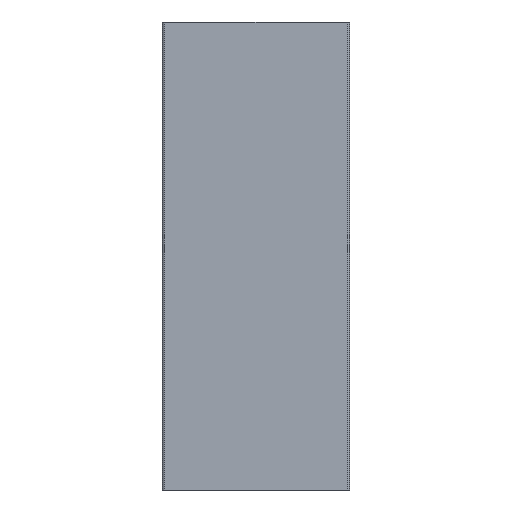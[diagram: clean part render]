
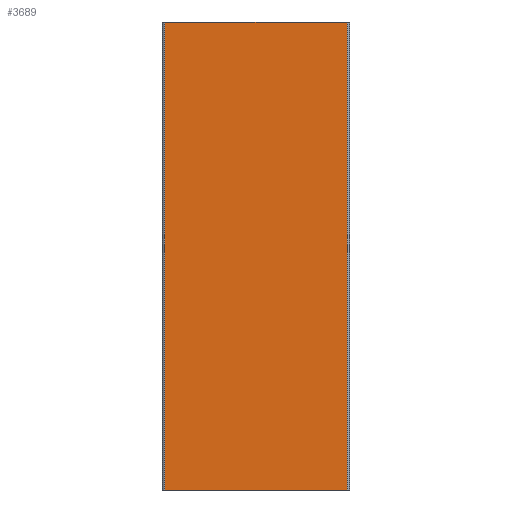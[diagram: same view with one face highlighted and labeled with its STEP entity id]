
A CAD part, left-side view. The second image highlights one B-rep face of the part: STEP entity #3689.
In plain terms, the highlighted planar face has unit normal (-1, 0, 0).
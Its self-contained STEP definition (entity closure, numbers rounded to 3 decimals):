
#3631=CARTESIAN_POINT('',(12.,-19.5,100.0));
#3632=VERTEX_POINT('',#3631);
#3640=CARTESIAN_POINT('',(12.,-19.5,0.0));
#3641=VERTEX_POINT('',#3640);
#3642=CARTESIAN_POINT('',(12.,-19.5,0.0));
#3643=DIRECTION('',(0.0,0.0,1.0));
#3644=VECTOR('',#3643,100.0);
#3645=LINE('',#3642,#3644);
#3646=EDGE_CURVE('',#3641,#3632,#3645,.T.);
#3659=CARTESIAN_POINT('',(12.,-19.5,0.0));
#3660=DIRECTION('',(-1.0,0.0,0.0));
#3661=DIRECTION('',(0.0,0.0,1.0));
#3662=AXIS2_PLACEMENT_3D('',#3659,#3660,#3661);
#3663=PLANE('',#3662);
#3664=CARTESIAN_POINT('',(12.,19.5,100.0));
#3665=VERTEX_POINT('',#3664);
#3666=CARTESIAN_POINT('',(12.,-19.5,100.0));
#3667=DIRECTION('',(0.0,1.0,0.0));
#3668=VECTOR('',#3667,39.);
#3669=LINE('',#3666,#3668);
#3670=EDGE_CURVE('',#3632,#3665,#3669,.T.);
#3671=ORIENTED_EDGE('',*,*,#3670,.T.);
#3672=CARTESIAN_POINT('',(12.,19.5,0.0));
#3673=VERTEX_POINT('',#3672);
#3674=CARTESIAN_POINT('',(12.,19.5,0.0));
#3675=DIRECTION('',(0.0,0.0,1.0));
#3676=VECTOR('',#3675,100.0);
#3677=LINE('',#3674,#3676);
#3678=EDGE_CURVE('',#3673,#3665,#3677,.T.);
#3679=ORIENTED_EDGE('',*,*,#3678,.F.);
#3680=CARTESIAN_POINT('',(12.,-19.5,0.0));
#3681=DIRECTION('',(0.0,1.0,0.0));
#3682=VECTOR('',#3681,39.);
#3683=LINE('',#3680,#3682);
#3684=EDGE_CURVE('',#3641,#3673,#3683,.T.);
#3685=ORIENTED_EDGE('',*,*,#3684,.F.);
#3686=ORIENTED_EDGE('',*,*,#3646,.T.);
#3687=EDGE_LOOP('',(#3671,#3679,#3685,#3686));
#3688=FACE_OUTER_BOUND('',#3687,.T.);
#3689=ADVANCED_FACE('',(#3688),#3663,.T.);
